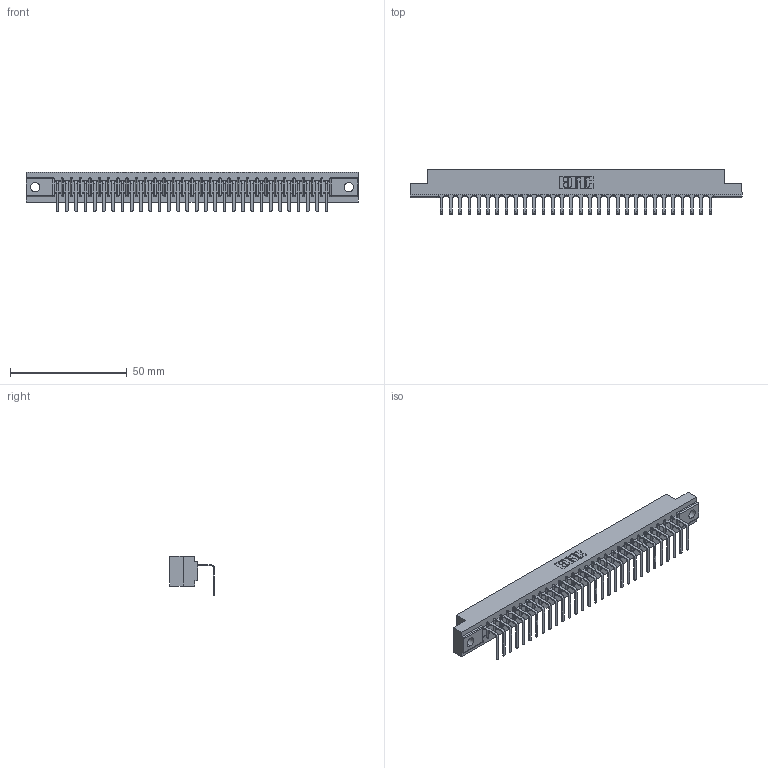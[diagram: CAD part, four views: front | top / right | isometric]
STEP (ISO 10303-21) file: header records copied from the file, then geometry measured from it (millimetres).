
FILE_DESCRIPTION (( 'STEP AP203' ), '1' );
FILE_NAME ('307-030-558-104.STEP', '2019-09-05T14:15:30', ( '' ), ( '' ), 'SwSTEP 2.0', 'SolidWorks 2016', '' );
FILE_SCHEMA (( 'CONFIG_CONTROL_DESIGN' ));
Length unit declared in the file: inch
Products named in the file (3): 307-030-558-104; 307-290-001_558 - 2 (Single); 307 Part_.156 Dia Mounting Holes
Assembly tree (31 placements, depth 2):
  307-030-558-104
    307 Part_.156 Dia Mounting Holes
    307-290-001_558 - 2 (Single)  x30
Bounding box: 141.88 x 18.96 x 16.8 mm (x, y, z)
Volume: 14691 mm3; surface area: 16115.8 mm2
Topology: 31 solids, 31 shells, 1963 faces, 5579 edges, 3594 vertices
Faces by surface type: plane 1254, cylinder 647, sphere 62
Entity records: 27720 total; most frequent: CARTESIAN_POINT 4670, ORIENTED_EDGE 4654, DIRECTION 4541, EDGE_CURVE 2327, LINE 1787, VECTOR 1787, VERTEX_POINT 1506, AXIS2_PLACEMENT_3D 1377
